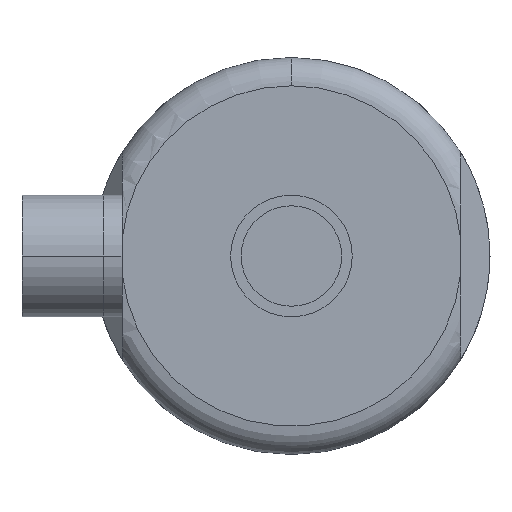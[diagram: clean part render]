
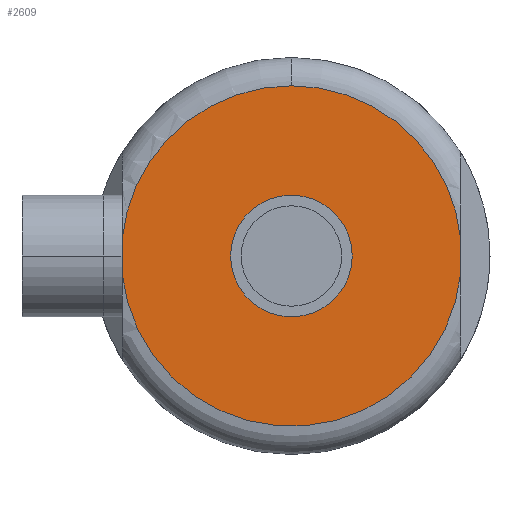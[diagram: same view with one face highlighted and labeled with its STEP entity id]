
A CAD part, front view. The second image highlights one B-rep face of the part: STEP entity #2609.
In plain terms, the highlighted planar face has unit normal (0, -1, 0).
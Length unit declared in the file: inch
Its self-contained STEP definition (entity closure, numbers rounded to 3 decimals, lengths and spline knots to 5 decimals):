
#51 = EDGE_CURVE ( 'NONE', #1697, #1332, #1225, .T. ) ;
#109 = CARTESIAN_POINT ( 'NONE',  ( -1.045, 0.447, 0.10235 ) ) ;
#160 = EDGE_CURVE ( 'NONE', #1826, #259, #1048, .T. ) ;
#199 = AXIS2_PLACEMENT_3D ( 'NONE', #1397, #2419, #239 ) ;
#238 = CIRCLE ( 'NONE', #696, 1.05 ) ;
#239 = DIRECTION ( 'NONE',  ( 1., 0., 0. ) ) ;
#240 = CIRCLE ( 'NONE', #2234, 1.05 ) ;
#259 = VERTEX_POINT ( 'NONE', #904 ) ;
#355 = CARTESIAN_POINT ( 'NONE',  ( -1.045, 0.447, -0.10235 ) ) ;
#367 = DIRECTION ( 'NONE',  ( 1., 0., 0. ) ) ;
#399 = DIRECTION ( 'NONE',  ( 0., 0., -1. ) ) ;
#462 = CARTESIAN_POINT ( 'NONE',  ( 0., 0.447, 0. ) ) ;
#516 = ORIENTED_EDGE ( 'NONE', *, *, #1325, .F. ) ;
#580 = DIRECTION ( 'NONE',  ( 0., -1., 0. ) ) ;
#586 = AXIS2_PLACEMENT_3D ( 'NONE', #1800, #580, #367 ) ;
#609 = AXIS2_PLACEMENT_3D ( 'NONE', #710, #1279, #1478 ) ;
#670 = DIRECTION ( 'NONE',  ( 0., 1., 0. ) ) ;
#696 = AXIS2_PLACEMENT_3D ( 'NONE', #462, #670, #2262 ) ;
#707 = ORIENTED_EDGE ( 'NONE', *, *, #770, .T. ) ;
#710 = CARTESIAN_POINT ( 'NONE',  ( 0., 0.447, 0. ) ) ;
#770 = EDGE_CURVE ( 'NONE', #1236, #1373, #1136, .T. ) ;
#776 = CARTESIAN_POINT ( 'NONE',  ( 0.375, 0.447, 0. ) ) ;
#799 = CARTESIAN_POINT ( 'NONE',  ( 1.045, 0.447, -0.10235 ) ) ;
#873 = DIRECTION ( 'NONE',  ( 0., 0., 1. ) ) ;
#904 = CARTESIAN_POINT ( 'NONE',  ( -0.375, 0.447, 0. ) ) ;
#919 = EDGE_LOOP ( 'NONE', ( #1822, #516 ) ) ;
#921 = AXIS2_PLACEMENT_3D ( 'NONE', #1309, #1950, #1738 ) ;
#1048 = CIRCLE ( 'NONE', #199, 0.375 ) ;
#1122 = EDGE_LOOP ( 'NONE', ( #1292, #1210, #1973, #2239, #707 ) ) ;
#1136 = LINE ( 'NONE', #2201, #1583 ) ;
#1137 = EDGE_CURVE ( 'NONE', #2376, #1697, #240, .T. ) ;
#1186 = EDGE_CURVE ( 'NONE', #1332, #1373, #1879, .T. ) ;
#1199 = CARTESIAN_POINT ( 'NONE',  ( 1.045, 0.447, -0.75 ) ) ;
#1210 = ORIENTED_EDGE ( 'NONE', *, *, #51, .F. ) ;
#1222 = CIRCLE ( 'NONE', #586, 0.375 ) ;
#1225 = LINE ( 'NONE', #1199, #1936 ) ;
#1236 = VERTEX_POINT ( 'NONE', #109 ) ;
#1279 = DIRECTION ( 'NONE',  ( 0., -1., 0. ) ) ;
#1292 = ORIENTED_EDGE ( 'NONE', *, *, #1186, .F. ) ;
#1309 = CARTESIAN_POINT ( 'NONE',  ( 0., 0.447, 0. ) ) ;
#1325 = EDGE_CURVE ( 'NONE', #259, #1826, #1222, .T. ) ;
#1329 = FACE_BOUND ( 'NONE', #919, .T. ) ;
#1332 = VERTEX_POINT ( 'NONE', #799 ) ;
#1373 = VERTEX_POINT ( 'NONE', #355 ) ;
#1397 = CARTESIAN_POINT ( 'NONE',  ( 0., 0.447, 0. ) ) ;
#1451 = DIRECTION ( 'NONE',  ( 0., 1., 0. ) ) ;
#1478 = DIRECTION ( 'NONE',  ( 1., 0., 0. ) ) ;
#1564 = EDGE_CURVE ( 'NONE', #1236, #2376, #238, .T. ) ;
#1583 = VECTOR ( 'NONE', #2175, 39.37008 ) ;
#1674 = FACE_OUTER_BOUND ( 'NONE', #1122, .T. ) ;
#1697 = VERTEX_POINT ( 'NONE', #1875 ) ;
#1738 = DIRECTION ( 'NONE',  ( 0., 0., 1. ) ) ;
#1800 = CARTESIAN_POINT ( 'NONE',  ( 0., 0.447, 0. ) ) ;
#1822 = ORIENTED_EDGE ( 'NONE', *, *, #160, .F. ) ;
#1826 = VERTEX_POINT ( 'NONE', #776 ) ;
#1842 = CARTESIAN_POINT ( 'NONE',  ( 0., 0.447, 0. ) ) ;
#1875 = CARTESIAN_POINT ( 'NONE',  ( 1.045, 0.447, 0.10235 ) ) ;
#1879 = CIRCLE ( 'NONE', #921, 1.05 ) ;
#1936 = VECTOR ( 'NONE', #399, 39.37008 ) ;
#1950 = DIRECTION ( 'NONE',  ( 0., 1., 0. ) ) ;
#1973 = ORIENTED_EDGE ( 'NONE', *, *, #1137, .F. ) ;
#2175 = DIRECTION ( 'NONE',  ( 0., 0., -1. ) ) ;
#2201 = CARTESIAN_POINT ( 'NONE',  ( -1.045, 0.447, -0.75 ) ) ;
#2234 = AXIS2_PLACEMENT_3D ( 'NONE', #1842, #1451, #873 ) ;
#2239 = ORIENTED_EDGE ( 'NONE', *, *, #1564, .F. ) ;
#2262 = DIRECTION ( 'NONE',  ( 0., 0., 1. ) ) ;
#2282 = PLANE ( 'NONE',  #609 ) ;
#2376 = VERTEX_POINT ( 'NONE', #2552 ) ;
#2419 = DIRECTION ( 'NONE',  ( 0., -1., 0. ) ) ;
#2552 = CARTESIAN_POINT ( 'NONE',  ( 0., 0.447, 1.05 ) ) ;
#2609 = ADVANCED_FACE ( 'NONE', ( #1674, #1329 ), #2282, .T. ) ;
